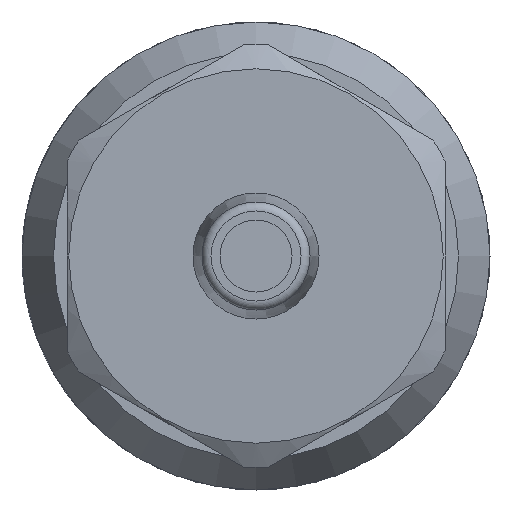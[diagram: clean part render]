
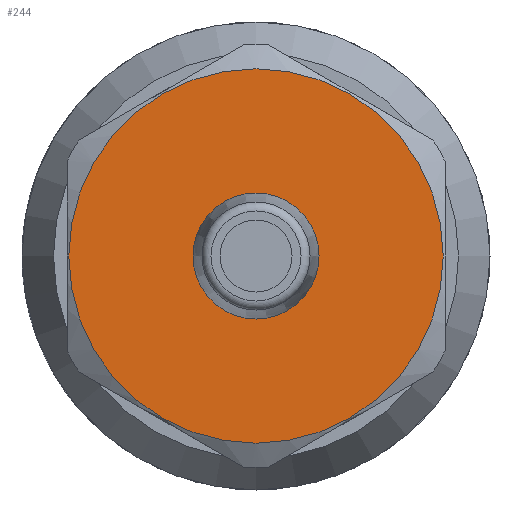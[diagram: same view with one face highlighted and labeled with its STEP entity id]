
A CAD part, left-side view. The second image highlights one B-rep face of the part: STEP entity #244.
In plain terms, the highlighted planar face has unit normal (-1, 0, 0).
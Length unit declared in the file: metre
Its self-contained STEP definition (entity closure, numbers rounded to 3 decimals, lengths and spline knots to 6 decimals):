
#244 = ADVANCED_FACE( 'NONE', ( #550, #551 ), #552, .T. );
#550 = FACE_OUTER_BOUND( '', #898, .T. );
#551 = FACE_BOUND( '', #899, .T. );
#552 = PLANE( '', #900 );
#898 = EDGE_LOOP( '', ( #1512 ) );
#899 = EDGE_LOOP( '', ( #1513 ) );
#900 = AXIS2_PLACEMENT_3D( '', #1514, #1515, #1516 );
#1512 = ORIENTED_EDGE( '', *, *, #2003, .T. );
#1513 = ORIENTED_EDGE( '', *, *, #1936, .F. );
#1514 = CARTESIAN_POINT( '', ( -0.055, 0., 0.0035 ) );
#1515 = DIRECTION( '', ( -1., 0., 0. ) );
#1516 = DIRECTION( '', ( 0., 0., 1. ) );
#1936 = EDGE_CURVE( 'NONE', #2318, #2318, #2319, .T. );
#2003 = EDGE_CURVE( 'NONE', #2415, #2415, #2416, .T. );
#2318 = VERTEX_POINT( '', #3091 );
#2319 = CIRCLE( '', #3092, 0.0035 );
#2415 = VERTEX_POINT( '', #3353 );
#2416 = CIRCLE( '', #3354, 0.0104 );
#3091 = CARTESIAN_POINT( '', ( -0.055, -0.0035, 0. ) );
#3092 = AXIS2_PLACEMENT_3D( '', #3896, #3897, #3898 );
#3353 = CARTESIAN_POINT( '', ( -0.055, -0.0104, 0. ) );
#3354 = AXIS2_PLACEMENT_3D( '', #3970, #3971, #3972 );
#3896 = CARTESIAN_POINT( '', ( -0.055, 0., 0. ) );
#3897 = DIRECTION( '', ( -1., 0., 0. ) );
#3898 = DIRECTION( '', ( 0., -1., 0. ) );
#3970 = CARTESIAN_POINT( '', ( -0.055, 0., 0. ) );
#3971 = DIRECTION( '', ( -1., 0., 0. ) );
#3972 = DIRECTION( '', ( 0., -1., 0. ) );
